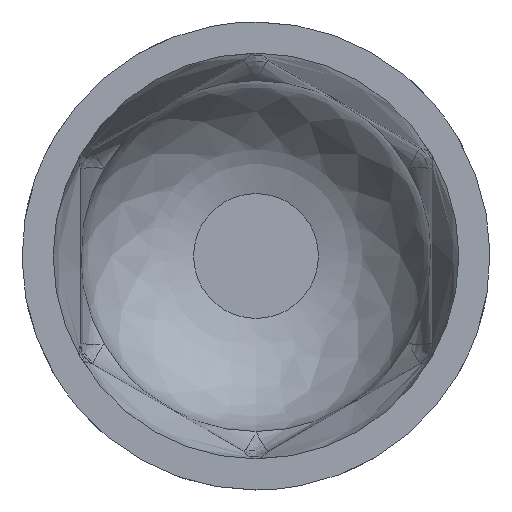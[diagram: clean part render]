
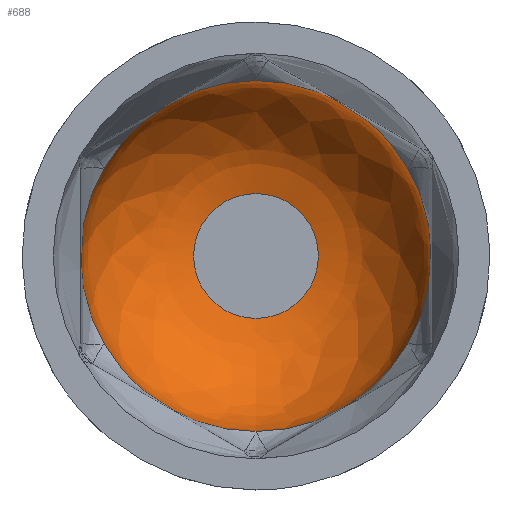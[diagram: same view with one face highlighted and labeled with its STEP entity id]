
A CAD part, front view. The second image highlights one B-rep face of the part: STEP entity #688.
In plain terms, the highlighted free-form (B-spline) face has degree [2, 2] with [3, 9] control points.
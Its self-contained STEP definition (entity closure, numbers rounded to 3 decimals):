
#32=(
BOUNDED_CURVE()
B_SPLINE_CURVE(2,(#2094,#2095,#2096),.UNSPECIFIED.,.F.,.F.)
B_SPLINE_CURVE_WITH_KNOTS((3,3),(-0.019,1.375),
 .UNSPECIFIED.)
CURVE()
GEOMETRIC_REPRESENTATION_ITEM()
RATIONAL_B_SPLINE_CURVE((1.,0.767,1.))
REPRESENTATION_ITEM('')
);
#34=(
BOUNDED_SURFACE()
B_SPLINE_SURFACE(2,2,((#2065,#2066,#2067,#2068,#2069,#2070,#2071,#2072,
#2073),(#2074,#2075,#2076,#2077,#2078,#2079,#2080,#2081,#2082),(#2083,#2084,
#2085,#2086,#2087,#2088,#2089,#2090,#2091)),.UNSPECIFIED.,.F.,.T.,.F.)
B_SPLINE_SURFACE_WITH_KNOTS((3,3),(3,2,2,2,3),(-0.019,1.375),
(-3.142,-1.571,0.,1.571,3.142),
 .UNSPECIFIED.)
GEOMETRIC_REPRESENTATION_ITEM()
RATIONAL_B_SPLINE_SURFACE(((1.,0.707,1.,0.707,1.,
0.707,1.,0.707,1.),(0.767,0.542,
0.767,0.542,0.767,0.542,
0.767,0.542,0.767),(1.,0.707,
1.,0.707,1.,0.707,1.,0.707,1.)))
REPRESENTATION_ITEM('')
SURFACE()
);
#36=CIRCLE('',#709,11.25);
#38=CIRCLE('',#711,11.25);
#41=CIRCLE('',#714,11.25);
#43=CIRCLE('',#716,11.25);
#44=CIRCLE('',#717,11.25);
#45=CIRCLE('',#718,4.);
#46=CIRCLE('',#719,4.);
#47=CIRCLE('',#720,11.25);
#67=FACE_OUTER_BOUND('',#96,.T.);
#96=EDGE_LOOP('',(#490,#491,#492,#493,#494,#495,#496,#497,#498,#499));
#201=VERTEX_POINT('',#908);
#206=VERTEX_POINT('',#1041);
#215=VERTEX_POINT('',#1310);
#220=VERTEX_POINT('',#1455);
#227=VERTEX_POINT('',#1585);
#234=VERTEX_POINT('',#1810);
#242=VERTEX_POINT('',#2093);
#243=VERTEX_POINT('',#2097);
#300=EDGE_CURVE('',#206,#201,#36,.T.);
#316=EDGE_CURVE('',#220,#215,#38,.T.);
#331=EDGE_CURVE('',#201,#227,#41,.T.);
#343=EDGE_CURVE('',#234,#220,#43,.T.);
#344=EDGE_CURVE('',#215,#206,#44,.T.);
#345=EDGE_CURVE('',#206,#242,#32,.T.);
#346=EDGE_CURVE('',#242,#243,#45,.T.);
#347=EDGE_CURVE('',#243,#242,#46,.T.);
#348=EDGE_CURVE('',#227,#234,#47,.T.);
#490=ORIENTED_EDGE('',*,*,#316,.T.);
#491=ORIENTED_EDGE('',*,*,#344,.T.);
#492=ORIENTED_EDGE('',*,*,#345,.T.);
#493=ORIENTED_EDGE('',*,*,#346,.T.);
#494=ORIENTED_EDGE('',*,*,#347,.T.);
#495=ORIENTED_EDGE('',*,*,#345,.F.);
#496=ORIENTED_EDGE('',*,*,#300,.T.);
#497=ORIENTED_EDGE('',*,*,#331,.T.);
#498=ORIENTED_EDGE('',*,*,#348,.T.);
#499=ORIENTED_EDGE('',*,*,#343,.T.);
#688=ADVANCED_FACE('',(#67),#34,.T.);
#709=AXIS2_PLACEMENT_3D('',#1042,#748,#749);
#711=AXIS2_PLACEMENT_3D('',#1456,#752,#753);
#714=AXIS2_PLACEMENT_3D('',#1724,#758,#759);
#716=AXIS2_PLACEMENT_3D('',#1980,#762,#763);
#717=AXIS2_PLACEMENT_3D('',#2092,#764,#765);
#718=AXIS2_PLACEMENT_3D('',#2098,#766,#767);
#719=AXIS2_PLACEMENT_3D('',#2099,#768,#769);
#720=AXIS2_PLACEMENT_3D('',#2100,#770,#771);
#748=DIRECTION('center_axis',(0.,-1.,0.));
#749=DIRECTION('ref_axis',(1.,0.,0.));
#752=DIRECTION('center_axis',(0.,-1.,0.));
#753=DIRECTION('ref_axis',(1.,0.,0.));
#758=DIRECTION('center_axis',(0.,-1.,0.));
#759=DIRECTION('ref_axis',(1.,0.,0.));
#762=DIRECTION('center_axis',(0.,-1.,0.));
#763=DIRECTION('ref_axis',(1.,0.,0.));
#764=DIRECTION('center_axis',(0.,-1.,0.));
#765=DIRECTION('ref_axis',(1.,0.,0.));
#766=DIRECTION('center_axis',(0.,1.,0.));
#767=DIRECTION('ref_axis',(1.,0.,0.));
#768=DIRECTION('center_axis',(0.,1.,0.));
#769=DIRECTION('ref_axis',(1.,0.,0.));
#770=DIRECTION('center_axis',(0.,-1.,0.));
#771=DIRECTION('ref_axis',(1.,0.,0.));
#908=CARTESIAN_POINT('',(9.743,18.,-5.625));
#1041=CARTESIAN_POINT('',(0.,18.,-11.25));
#1042=CARTESIAN_POINT('Origin',(0.,18.,0.));
#1310=CARTESIAN_POINT('',(-9.743,18.,-5.625));
#1455=CARTESIAN_POINT('',(-9.743,18.,5.625));
#1456=CARTESIAN_POINT('Origin',(0.,18.,0.));
#1585=CARTESIAN_POINT('',(9.743,18.,5.625));
#1724=CARTESIAN_POINT('Origin',(0.,18.,0.));
#1810=CARTESIAN_POINT('',(0.,18.,11.25));
#1980=CARTESIAN_POINT('Origin',(0.,18.,0.));
#2065=CARTESIAN_POINT('Ctrl Pts',(0.,18.,-11.25));
#2066=CARTESIAN_POINT('Ctrl Pts',(-11.25,18.,-11.25));
#2067=CARTESIAN_POINT('Ctrl Pts',(-11.25,18.,0.));
#2068=CARTESIAN_POINT('Ctrl Pts',(-11.25,18.,11.25));
#2069=CARTESIAN_POINT('Ctrl Pts',(0.,18.,11.25));
#2070=CARTESIAN_POINT('Ctrl Pts',(11.25,18.,11.25));
#2071=CARTESIAN_POINT('Ctrl Pts',(11.25,18.,0.));
#2072=CARTESIAN_POINT('Ctrl Pts',(11.25,18.,-11.25));
#2073=CARTESIAN_POINT('Ctrl Pts',(0.,18.,-11.25));
#2074=CARTESIAN_POINT('Ctrl Pts',(0.,25.536,-11.394));
#2075=CARTESIAN_POINT('Ctrl Pts',(-11.394,25.536,-11.394));
#2076=CARTESIAN_POINT('Ctrl Pts',(-11.394,25.536,0.));
#2077=CARTESIAN_POINT('Ctrl Pts',(-11.394,25.536,11.394));
#2078=CARTESIAN_POINT('Ctrl Pts',(0.,25.536,11.394));
#2079=CARTESIAN_POINT('Ctrl Pts',(11.394,25.536,11.394));
#2080=CARTESIAN_POINT('Ctrl Pts',(11.394,25.536,0.));
#2081=CARTESIAN_POINT('Ctrl Pts',(11.394,25.536,-11.394));
#2082=CARTESIAN_POINT('Ctrl Pts',(0.,25.536,-11.394));
#2083=CARTESIAN_POINT('Ctrl Pts',(0.,27.,-4.));
#2084=CARTESIAN_POINT('Ctrl Pts',(-4.,27.,-4.));
#2085=CARTESIAN_POINT('Ctrl Pts',(-4.,27.,0.));
#2086=CARTESIAN_POINT('Ctrl Pts',(-4.,27.,4.));
#2087=CARTESIAN_POINT('Ctrl Pts',(0.,27.,4.));
#2088=CARTESIAN_POINT('Ctrl Pts',(4.,27.,4.));
#2089=CARTESIAN_POINT('Ctrl Pts',(4.,27.,0.));
#2090=CARTESIAN_POINT('Ctrl Pts',(4.,27.,-4.));
#2091=CARTESIAN_POINT('Ctrl Pts',(0.,27.,-4.));
#2092=CARTESIAN_POINT('Origin',(0.,18.,0.));
#2093=CARTESIAN_POINT('',(0.,27.,-4.));
#2094=CARTESIAN_POINT('Ctrl Pts',(0.,18.,-11.25));
#2095=CARTESIAN_POINT('Ctrl Pts',(0.,25.536,-11.394));
#2096=CARTESIAN_POINT('Ctrl Pts',(0.,27.,-4.));
#2097=CARTESIAN_POINT('',(-4.,27.,0.));
#2098=CARTESIAN_POINT('Origin',(0.,27.,0.));
#2099=CARTESIAN_POINT('Origin',(0.,27.,0.));
#2100=CARTESIAN_POINT('Origin',(0.,18.,0.));
